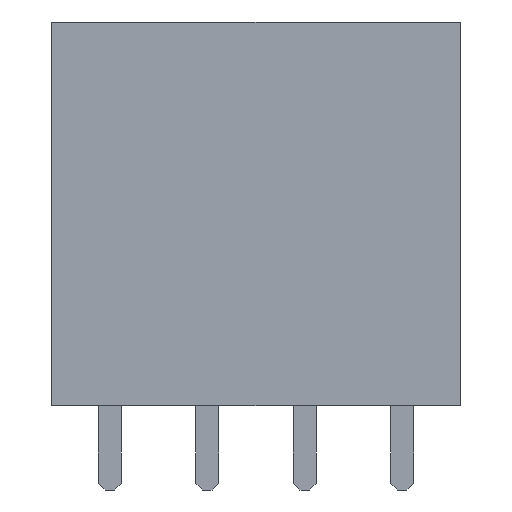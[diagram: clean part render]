
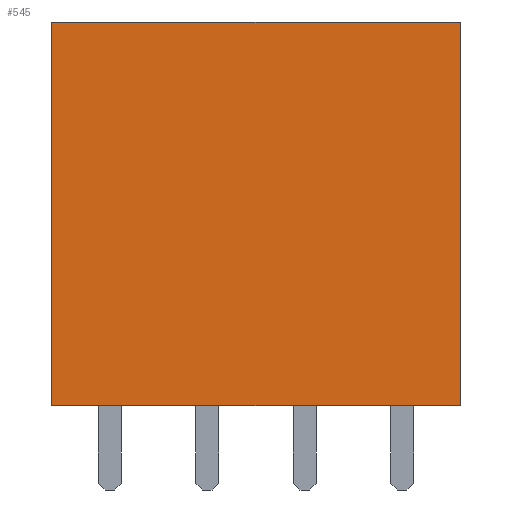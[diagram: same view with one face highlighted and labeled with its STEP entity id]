
A CAD part, front view. The second image highlights one B-rep face of the part: STEP entity #545.
In plain terms, the highlighted planar face has unit normal (0, -1, 0).
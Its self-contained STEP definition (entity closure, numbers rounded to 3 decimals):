
#36 = ORIENTED_EDGE ( 'NONE', *, *, #655, .F. ) ;
#42 = EDGE_LOOP ( 'NONE', ( #149, #301, #2268, #36 ) ) ;
#121 = DIRECTION ( 'NONE',  ( 0., 0., 1. ) ) ;
#149 = ORIENTED_EDGE ( 'NONE', *, *, #1757, .T. ) ;
#291 = PLANE ( 'NONE',  #2120 ) ;
#301 = ORIENTED_EDGE ( 'NONE', *, *, #395, .T. ) ;
#366 = LINE ( 'NONE', #403, #1171 ) ;
#395 = EDGE_CURVE ( 'NONE', #984, #543, #483, .T. ) ;
#403 = CARTESIAN_POINT ( 'NONE',  ( 1.52, -1.27, 0. ) ) ;
#483 = LINE ( 'NONE', #596, #1884 ) ;
#543 = VERTEX_POINT ( 'NONE', #647 ) ;
#545 = ADVANCED_FACE ( 'NONE', ( #2099 ), #291, .F. ) ;
#568 = DIRECTION ( 'NONE',  ( -1., 0., 0. ) ) ;
#596 = CARTESIAN_POINT ( 'NONE',  ( -1.52, -1.27, 0. ) ) ;
#647 = CARTESIAN_POINT ( 'NONE',  ( -1.52, -1.27, 0. ) ) ;
#654 = LINE ( 'NONE', #2010, #1999 ) ;
#655 = EDGE_CURVE ( 'NONE', #666, #2350, #1321, .T. ) ;
#666 = VERTEX_POINT ( 'NONE', #2019 ) ;
#868 = DIRECTION ( 'NONE',  ( 0., 1., 0. ) ) ;
#984 = VERTEX_POINT ( 'NONE', #1190 ) ;
#1060 = DIRECTION ( 'NONE',  ( 0., 0., -1. ) ) ;
#1078 = DIRECTION ( 'NONE',  ( -1., 0., 0. ) ) ;
#1171 = VECTOR ( 'NONE', #568, 1000. ) ;
#1190 = CARTESIAN_POINT ( 'NONE',  ( -1.52, -1.27, 10. ) ) ;
#1321 = LINE ( 'NONE', #1998, #1760 ) ;
#1757 = EDGE_CURVE ( 'NONE', #666, #984, #654, .T. ) ;
#1760 = VECTOR ( 'NONE', #1060, 1000. ) ;
#1884 = VECTOR ( 'NONE', #2277, 1000. ) ;
#1952 = EDGE_CURVE ( 'NONE', #2350, #543, #366, .T. ) ;
#1968 = CARTESIAN_POINT ( 'NONE',  ( 1.52, -1.27, 0. ) ) ;
#1998 = CARTESIAN_POINT ( 'NONE',  ( 9.14, -1.27, 0. ) ) ;
#1999 = VECTOR ( 'NONE', #1078, 1000. ) ;
#2010 = CARTESIAN_POINT ( 'NONE',  ( 1.52, -1.27, 10. ) ) ;
#2019 = CARTESIAN_POINT ( 'NONE',  ( 9.14, -1.27, 10. ) ) ;
#2099 = FACE_OUTER_BOUND ( 'NONE', #42, .T. ) ;
#2120 = AXIS2_PLACEMENT_3D ( 'NONE', #1968, #868, #121 ) ;
#2268 = ORIENTED_EDGE ( 'NONE', *, *, #1952, .F. ) ;
#2277 = DIRECTION ( 'NONE',  ( 0., 0., -1. ) ) ;
#2280 = CARTESIAN_POINT ( 'NONE',  ( 9.14, -1.27, 0. ) ) ;
#2350 = VERTEX_POINT ( 'NONE', #2280 ) ;
